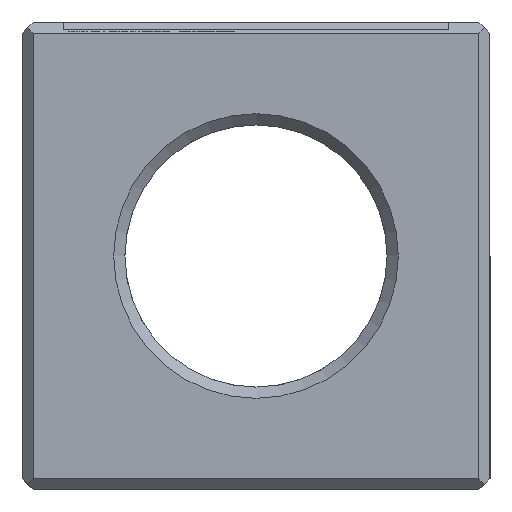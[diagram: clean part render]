
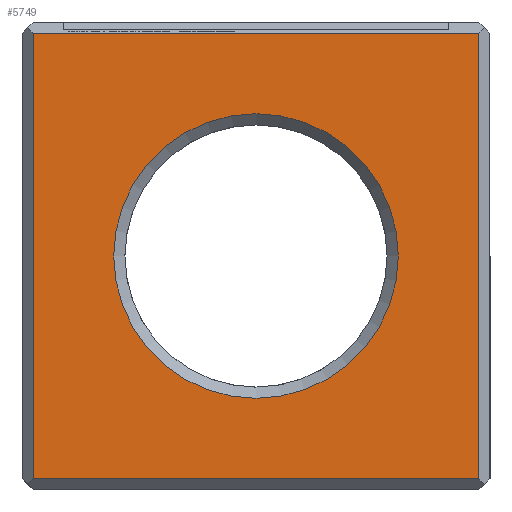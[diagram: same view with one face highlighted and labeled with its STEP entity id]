
A CAD part, left-side view. The second image highlights one B-rep face of the part: STEP entity #5749.
In plain terms, the highlighted planar face has unit normal (-1, 0, 0).
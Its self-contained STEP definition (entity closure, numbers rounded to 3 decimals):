
#72 = PLANE('',#73);
#73 = AXIS2_PLACEMENT_3D('',#74,#75,#76);
#74 = CARTESIAN_POINT('',(0.,0.,0.3));
#75 = DIRECTION('',(-0.707,0.,-0.707)
  );
#76 = DIRECTION('',(0.707,0.,-0.707));
#1237 = PLANE('',#1238);
#1238 = AXIS2_PLACEMENT_3D('',#1239,#1240,#1241);
#1239 = CARTESIAN_POINT('',(0.3,12.5,0.));
#1240 = DIRECTION('',(0.707,-0.707,0.));
#1241 = DIRECTION('',(-0.707,-0.707,0.));
#1468 = PLANE('',#1469);
#1469 = AXIS2_PLACEMENT_3D('',#1470,#1471,#1472);
#1470 = CARTESIAN_POINT('',(0.3,0.,0.));
#1471 = DIRECTION('',(-0.707,-0.707,0.));
#1472 = DIRECTION('',(-0.707,0.707,0.));
#1536 = VERTEX_POINT('',#1537);
#1537 = CARTESIAN_POINT('',(0.,0.3,0.3));
#1558 = EDGE_CURVE('',#1536,#1559,#1561,.T.);
#1559 = VERTEX_POINT('',#1560);
#1560 = CARTESIAN_POINT('',(0.,12.2,0.3));
#1561 = SURFACE_CURVE('',#1562,(#1566,#1573),.PCURVE_S1.);
#1562 = LINE('',#1563,#1564);
#1563 = CARTESIAN_POINT('',(0.,0.,0.3));
#1564 = VECTOR('',#1565,1.);
#1565 = DIRECTION('',(0.,1.,0.));
#1566 = PCURVE('',#72,#1567);
#1567 = DEFINITIONAL_REPRESENTATION('',(#1568),#1572);
#1568 = LINE('',#1569,#1570);
#1569 = CARTESIAN_POINT('',(0.,0.));
#1570 = VECTOR('',#1571,1.);
#1571 = DIRECTION('',(0.,-1.));
#1572 = ( GEOMETRIC_REPRESENTATION_CONTEXT(2) 
PARAMETRIC_REPRESENTATION_CONTEXT() REPRESENTATION_CONTEXT('2D SPACE',''
  ) );
#1573 = PCURVE('',#1574,#1579);
#1574 = PLANE('',#1575);
#1575 = AXIS2_PLACEMENT_3D('',#1576,#1577,#1578);
#1576 = CARTESIAN_POINT('',(0.,12.5,0.));
#1577 = DIRECTION('',(1.,0.,0.));
#1578 = DIRECTION('',(0.,-1.,0.));
#1579 = DEFINITIONAL_REPRESENTATION('',(#1580),#1584);
#1580 = LINE('',#1581,#1582);
#1581 = CARTESIAN_POINT('',(12.5,-0.3));
#1582 = VECTOR('',#1583,1.);
#1583 = DIRECTION('',(-1.,0.));
#1584 = ( GEOMETRIC_REPRESENTATION_CONTEXT(2) 
PARAMETRIC_REPRESENTATION_CONTEXT() REPRESENTATION_CONTEXT('2D SPACE',''
  ) );
#4371 = VERTEX_POINT('',#4372);
#4372 = CARTESIAN_POINT('',(0.,12.2,12.2));
#4386 = PLANE('',#4387);
#4387 = AXIS2_PLACEMENT_3D('',#4388,#4389,#4390);
#4388 = CARTESIAN_POINT('',(0.3,0.,12.5));
#4389 = DIRECTION('',(-0.707,0.,0.707
    ));
#4390 = DIRECTION('',(-0.707,0.,-0.707
    ));
#4398 = EDGE_CURVE('',#1559,#4371,#4399,.T.);
#4399 = SURFACE_CURVE('',#4400,(#4404,#4411),.PCURVE_S1.);
#4400 = LINE('',#4401,#4402);
#4401 = CARTESIAN_POINT('',(0.,12.2,0.));
#4402 = VECTOR('',#4403,1.);
#4403 = DIRECTION('',(0.,0.,1.));
#4404 = PCURVE('',#1237,#4405);
#4405 = DEFINITIONAL_REPRESENTATION('',(#4406),#4410);
#4406 = LINE('',#4407,#4408);
#4407 = CARTESIAN_POINT('',(0.424,0.));
#4408 = VECTOR('',#4409,1.);
#4409 = DIRECTION('',(0.,-1.));
#4410 = ( GEOMETRIC_REPRESENTATION_CONTEXT(2) 
PARAMETRIC_REPRESENTATION_CONTEXT() REPRESENTATION_CONTEXT('2D SPACE',''
  ) );
#4411 = PCURVE('',#1574,#4412);
#4412 = DEFINITIONAL_REPRESENTATION('',(#4413),#4417);
#4413 = LINE('',#4414,#4415);
#4414 = CARTESIAN_POINT('',(0.3,0.));
#4415 = VECTOR('',#4416,1.);
#4416 = DIRECTION('',(0.,-1.));
#4417 = ( GEOMETRIC_REPRESENTATION_CONTEXT(2) 
PARAMETRIC_REPRESENTATION_CONTEXT() REPRESENTATION_CONTEXT('2D SPACE',''
  ) );
#5706 = VERTEX_POINT('',#5707);
#5707 = CARTESIAN_POINT('',(0.,0.3,12.2));
#5728 = EDGE_CURVE('',#1536,#5706,#5729,.T.);
#5729 = SURFACE_CURVE('',#5730,(#5734,#5741),.PCURVE_S1.);
#5730 = LINE('',#5731,#5732);
#5731 = CARTESIAN_POINT('',(0.,0.3,0.));
#5732 = VECTOR('',#5733,1.);
#5733 = DIRECTION('',(0.,0.,1.));
#5734 = PCURVE('',#1468,#5735);
#5735 = DEFINITIONAL_REPRESENTATION('',(#5736),#5740);
#5736 = LINE('',#5737,#5738);
#5737 = CARTESIAN_POINT('',(0.424,0.));
#5738 = VECTOR('',#5739,1.);
#5739 = DIRECTION('',(0.,-1.));
#5740 = ( GEOMETRIC_REPRESENTATION_CONTEXT(2) 
PARAMETRIC_REPRESENTATION_CONTEXT() REPRESENTATION_CONTEXT('2D SPACE',''
  ) );
#5741 = PCURVE('',#1574,#5742);
#5742 = DEFINITIONAL_REPRESENTATION('',(#5743),#5747);
#5743 = LINE('',#5744,#5745);
#5744 = CARTESIAN_POINT('',(12.2,0.));
#5745 = VECTOR('',#5746,1.);
#5746 = DIRECTION('',(0.,-1.));
#5747 = ( GEOMETRIC_REPRESENTATION_CONTEXT(2) 
PARAMETRIC_REPRESENTATION_CONTEXT() REPRESENTATION_CONTEXT('2D SPACE',''
  ) );
#5749 = ADVANCED_FACE('',(#5750,#5776),#1574,.F.);
#5750 = FACE_BOUND('',#5751,.F.);
#5751 = EDGE_LOOP('',(#5752,#5753,#5754,#5755));
#5752 = ORIENTED_EDGE('',*,*,#5728,.F.);
#5753 = ORIENTED_EDGE('',*,*,#1558,.T.);
#5754 = ORIENTED_EDGE('',*,*,#4398,.T.);
#5755 = ORIENTED_EDGE('',*,*,#5756,.F.);
#5756 = EDGE_CURVE('',#5706,#4371,#5757,.T.);
#5757 = SURFACE_CURVE('',#5758,(#5762,#5769),.PCURVE_S1.);
#5758 = LINE('',#5759,#5760);
#5759 = CARTESIAN_POINT('',(0.,0.,12.2));
#5760 = VECTOR('',#5761,1.);
#5761 = DIRECTION('',(0.,1.,0.));
#5762 = PCURVE('',#1574,#5763);
#5763 = DEFINITIONAL_REPRESENTATION('',(#5764),#5768);
#5764 = LINE('',#5765,#5766);
#5765 = CARTESIAN_POINT('',(12.5,-12.2));
#5766 = VECTOR('',#5767,1.);
#5767 = DIRECTION('',(-1.,0.));
#5768 = ( GEOMETRIC_REPRESENTATION_CONTEXT(2) 
PARAMETRIC_REPRESENTATION_CONTEXT() REPRESENTATION_CONTEXT('2D SPACE',''
  ) );
#5769 = PCURVE('',#4386,#5770);
#5770 = DEFINITIONAL_REPRESENTATION('',(#5771),#5775);
#5771 = LINE('',#5772,#5773);
#5772 = CARTESIAN_POINT('',(0.424,0.));
#5773 = VECTOR('',#5774,1.);
#5774 = DIRECTION('',(0.,-1.));
#5775 = ( GEOMETRIC_REPRESENTATION_CONTEXT(2) 
PARAMETRIC_REPRESENTATION_CONTEXT() REPRESENTATION_CONTEXT('2D SPACE',''
  ) );
#5776 = FACE_BOUND('',#5777,.F.);
#5777 = EDGE_LOOP('',(#5778));
#5778 = ORIENTED_EDGE('',*,*,#5779,.T.);
#5779 = EDGE_CURVE('',#5780,#5780,#5782,.T.);
#5780 = VERTEX_POINT('',#5781);
#5781 = CARTESIAN_POINT('',(0.,2.45,6.25));
#5782 = SURFACE_CURVE('',#5783,(#5788,#5799),.PCURVE_S1.);
#5783 = CIRCLE('',#5784,3.8);
#5784 = AXIS2_PLACEMENT_3D('',#5785,#5786,#5787);
#5785 = CARTESIAN_POINT('',(0.,6.25,6.25));
#5786 = DIRECTION('',(-1.,0.,0.));
#5787 = DIRECTION('',(0.,-1.,0.));
#5788 = PCURVE('',#1574,#5789);
#5789 = DEFINITIONAL_REPRESENTATION('',(#5790),#5798);
#5790 = ( BOUNDED_CURVE() B_SPLINE_CURVE(2,(#5791,#5792,#5793,#5794,
#5795,#5796,#5797),.UNSPECIFIED.,.T.,.F.) B_SPLINE_CURVE_WITH_KNOTS((1,2
    ,2,2,2,1),(-2.094,0.,2.094,4.189,
6.283,8.378),.UNSPECIFIED.) CURVE() 
GEOMETRIC_REPRESENTATION_ITEM() RATIONAL_B_SPLINE_CURVE((1.,0.5,1.,0.5,
1.,0.5,1.)) REPRESENTATION_ITEM('') );
#5791 = CARTESIAN_POINT('',(10.05,-6.25));
#5792 = CARTESIAN_POINT('',(10.05,-12.832));
#5793 = CARTESIAN_POINT('',(4.35,-9.541));
#5794 = CARTESIAN_POINT('',(-1.35,-6.25));
#5795 = CARTESIAN_POINT('',(4.35,-2.959));
#5796 = CARTESIAN_POINT('',(10.05,0.332));
#5797 = CARTESIAN_POINT('',(10.05,-6.25));
#5798 = ( GEOMETRIC_REPRESENTATION_CONTEXT(2) 
PARAMETRIC_REPRESENTATION_CONTEXT() REPRESENTATION_CONTEXT('2D SPACE',''
  ) );
#5799 = PCURVE('',#5800,#5805);
#5800 = CONICAL_SURFACE('',#5801,3.5,0.785);
#5801 = AXIS2_PLACEMENT_3D('',#5802,#5803,#5804);
#5802 = CARTESIAN_POINT('',(0.3,6.25,6.25));
#5803 = DIRECTION('',(-1.,-0.,-0.));
#5804 = DIRECTION('',(0.,-1.,0.));
#5805 = DEFINITIONAL_REPRESENTATION('',(#5806),#5810);
#5806 = LINE('',#5807,#5808);
#5807 = CARTESIAN_POINT('',(0.,0.3));
#5808 = VECTOR('',#5809,1.);
#5809 = DIRECTION('',(1.,0.));
#5810 = ( GEOMETRIC_REPRESENTATION_CONTEXT(2) 
PARAMETRIC_REPRESENTATION_CONTEXT() REPRESENTATION_CONTEXT('2D SPACE',''
  ) );
